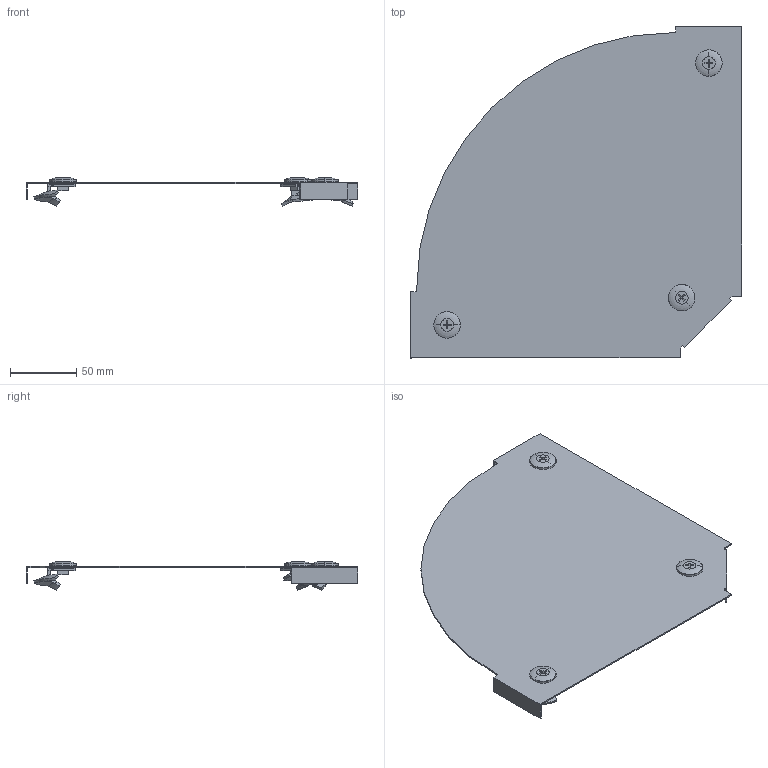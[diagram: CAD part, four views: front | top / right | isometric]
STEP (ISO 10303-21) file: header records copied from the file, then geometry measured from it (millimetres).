
FILE_DESCRIPTION (( 'STEP AP203' ), '1' );
FILE_NAME ('7138504.STEP', '2019-11-04T12:20:09', ( '' ), ( '' ), 'SwSTEP 2.0', 'SolidWorks 2018', '' );
FILE_SCHEMA (( 'CONFIG_CONTROL_DESIGN' ));
Length unit declared in the file: millimetre
Products named in the file (5): 7138504; 109905_quadratisch; 048003_NB=200 d-16,5 f〉 Helix-Drehriegel; 099600_Standard; 120072_Standard
Assembly tree (6 placements, depth 3):
  7138504
    048003_NB=200 d-16,5 f〉 Helix-Drehriegel
    120072_Standard  x3
      099600_Standard
      109905_quadratisch
Bounding box: 250.74 x 250.74 x 21.36 mm (x, y, z)
Volume: 61846.5 mm3; surface area: 115684.2 mm2
Topology: 7 solids, 7 shells, 256 faces, 720 edges, 481 vertices
Faces by surface type: plane 132, bspline 66, cone 33, cylinder 13, torus 12
Entity records: 5813 total; most frequent: CARTESIAN_POINT 2543, ORIENTED_EDGE 628, DIRECTION 459, EDGE_CURVE 314, VERTEX_POINT 211, VECTOR 169, LINE 169, AXIS2_PLACEMENT_3D 145
